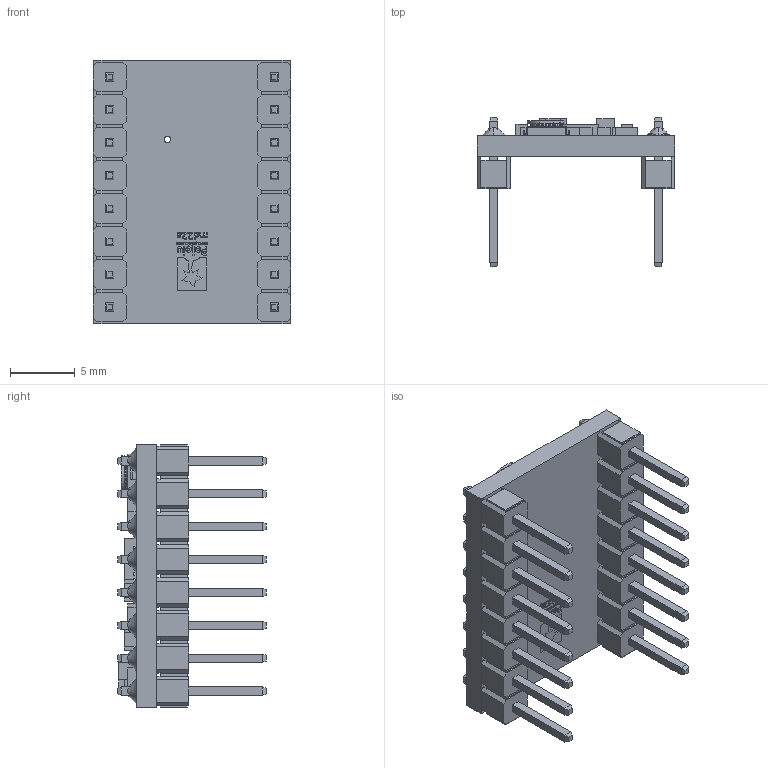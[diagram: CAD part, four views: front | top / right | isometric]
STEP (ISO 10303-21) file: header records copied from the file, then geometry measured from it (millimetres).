
FILE_DESCRIPTION (( 'STEP AP214' ), '1' );
FILE_NAME ('POLOLU-2134.STEP', '2021-06-08T06:47:13', ( '' ), ( '' ), 'SwSTEP 2.0', 'SolidWorks 2017', '' );
FILE_SCHEMA (( 'AUTOMOTIVE_DESIGN' ));
Length unit declared in the file: millimetre
Products named in the file (4): solder^POLOLU-2134; drv8834-low-voltage-stepper-motor-driver-carrier; POLOLU-2134; 1X8 header_THS-08-R
Assembly tree (4 placements, depth 2):
  POLOLU-2134
    drv8834-low-voltage-stepper-motor-driver-carrier
    1X8 header_THS-08-R  x2
    solder^POLOLU-2134
Bounding box: 15.24 x 11.5 x 20.32 mm (x, y, z)
Volume: 808.7 mm3; surface area: 2045.3 mm2
Topology: 35 solids, 35 shells, 1141 faces, 3070 edges, 2021 vertices
Faces by surface type: plane 990, cylinder 69, bspline 50, torus 32
Entity records: 35125 total; most frequent: CARTESIAN_POINT 9944, ORIENTED_EDGE 4796, DIRECTION 3295, EDGE_CURVE 2398, VERTEX_POINT 1629, LINE 1411, VECTOR 1411, EDGE_LOOP 983
